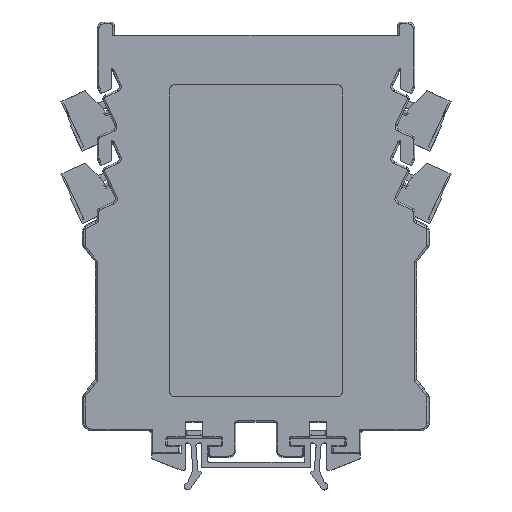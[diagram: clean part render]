
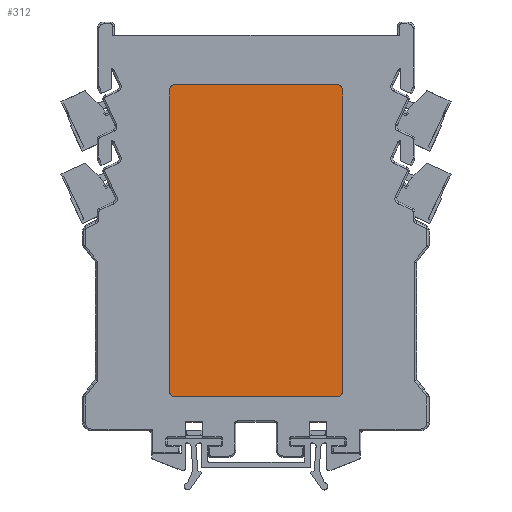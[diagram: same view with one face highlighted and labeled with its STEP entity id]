
A CAD part, top view. The second image highlights one B-rep face of the part: STEP entity #312.
In plain terms, the highlighted face is planar.
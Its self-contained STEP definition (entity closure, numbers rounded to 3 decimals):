
#91 = EDGE_LOOP ( 'NONE', ( #32825, #23174, #38641, #15098, #46150, #37373, #36799, #15464 ) ) ;
#312 = ADVANCED_FACE ( 'NONE', ( #10419 ), #14673, .T. ) ;
#1509 = CARTESIAN_POINT ( 'NONE',  ( 24.951, -112.945, 0.158 ) ) ;
#1739 = CARTESIAN_POINT ( 'NONE',  ( 23.468, -112.945, 0.158 ) ) ;
#1889 = DIRECTION ( 'NONE',  ( -1., 0., 0. ) ) ;
#2222 = CARTESIAN_POINT ( 'NONE',  ( 23.468, -26.186, 0.158 ) ) ;
#5918 = DIRECTION ( 'NONE',  ( -1., 0., 0. ) ) ;
#6048 = VERTEX_POINT ( 'NONE', #37664 ) ;
#7708 = LINE ( 'NONE', #31221, #22985 ) ;
#8137 = CARTESIAN_POINT ( 'NONE',  ( 23.468, -114.427, 0.158 ) ) ;
#8761 = VERTEX_POINT ( 'NONE', #39801 ) ;
#9258 = VECTOR ( 'NONE', #33451, 1000. ) ;
#10123 = CARTESIAN_POINT ( 'NONE',  ( -23.468, -26.186, 0.158 ) ) ;
#10419 = FACE_OUTER_BOUND ( 'NONE', #91, .T. ) ;
#10635 = AXIS2_PLACEMENT_3D ( 'NONE', #2222, #30882, #13143 ) ;
#10789 = CARTESIAN_POINT ( 'NONE',  ( 0., 0., 0.158 ) ) ;
#10961 = AXIS2_PLACEMENT_3D ( 'NONE', #10123, #39538, #21030 ) ;
#11581 = EDGE_CURVE ( 'NONE', #27213, #28997, #44061, .T. ) ;
#12245 = EDGE_CURVE ( 'NONE', #22363, #27213, #34447, .T. ) ;
#12643 = CARTESIAN_POINT ( 'NONE',  ( -24.951, -112.945, 0.158 ) ) ;
#13143 = DIRECTION ( 'NONE',  ( -1., 0., 0. ) ) ;
#13793 = VERTEX_POINT ( 'NONE', #1509 ) ;
#14673 = PLANE ( 'NONE',  #43358 ) ;
#15098 = ORIENTED_EDGE ( 'NONE', *, *, #11581, .T. ) ;
#15183 = CARTESIAN_POINT ( 'NONE',  ( 24.951, -114.427, 0.158 ) ) ;
#15464 = ORIENTED_EDGE ( 'NONE', *, *, #29152, .F. ) ;
#16105 = DIRECTION ( 'NONE',  ( 0., 0., 1. ) ) ;
#18892 = CARTESIAN_POINT ( 'NONE',  ( -24.951, -24.704, 0.158 ) ) ;
#19148 = VERTEX_POINT ( 'NONE', #8137 ) ;
#20606 = CARTESIAN_POINT ( 'NONE',  ( -23.468, -24.704, 0.158 ) ) ;
#21030 = DIRECTION ( 'NONE',  ( 1., 0., 0. ) ) ;
#21244 = DIRECTION ( 'NONE',  ( -1., 0., 0. ) ) ;
#21375 = CIRCLE ( 'NONE', #29514, 1.482 ) ;
#22363 = VERTEX_POINT ( 'NONE', #12643 ) ;
#22382 = DIRECTION ( 'NONE',  ( 0., 1., 0. ) ) ;
#22985 = VECTOR ( 'NONE', #5918, 1000. ) ;
#23112 = DIRECTION ( 'NONE',  ( 0., 0., -1. ) ) ;
#23174 = ORIENTED_EDGE ( 'NONE', *, *, #25818, .T. ) ;
#24739 = AXIS2_PLACEMENT_3D ( 'NONE', #1739, #16105, #1889 ) ;
#25818 = EDGE_CURVE ( 'NONE', #8761, #22363, #21375, .T. ) ;
#26752 = DIRECTION ( 'NONE',  ( 1., 0., 0. ) ) ;
#27213 = VERTEX_POINT ( 'NONE', #37251 ) ;
#28937 = CIRCLE ( 'NONE', #24739, 1.482 ) ;
#28997 = VERTEX_POINT ( 'NONE', #20606 ) ;
#29152 = EDGE_CURVE ( 'NONE', #19148, #13793, #28937, .T. ) ;
#29514 = AXIS2_PLACEMENT_3D ( 'NONE', #40703, #23112, #26752 ) ;
#29623 = LINE ( 'NONE', #37269, #9258 ) ;
#29951 = DIRECTION ( 'NONE',  ( 1., 0., 0. ) ) ;
#30882 = DIRECTION ( 'NONE',  ( 0., 0., 1. ) ) ;
#31221 = CARTESIAN_POINT ( 'NONE',  ( 24.951, -24.704, 0.158 ) ) ;
#32485 = VERTEX_POINT ( 'NONE', #46919 ) ;
#32825 = ORIENTED_EDGE ( 'NONE', *, *, #46525, .F. ) ;
#33357 = EDGE_CURVE ( 'NONE', #32485, #28997, #7708, .T. ) ;
#33451 = DIRECTION ( 'NONE',  ( 0., 1., 0. ) ) ;
#34447 = LINE ( 'NONE', #18892, #41199 ) ;
#36799 = ORIENTED_EDGE ( 'NONE', *, *, #38532, .F. ) ;
#37251 = CARTESIAN_POINT ( 'NONE',  ( -24.951, -26.186, 0.158 ) ) ;
#37269 = CARTESIAN_POINT ( 'NONE',  ( 24.951, -24.704, 0.158 ) ) ;
#37373 = ORIENTED_EDGE ( 'NONE', *, *, #45806, .F. ) ;
#37664 = CARTESIAN_POINT ( 'NONE',  ( 24.951, -26.186, 0.158 ) ) ;
#38532 = EDGE_CURVE ( 'NONE', #13793, #6048, #29623, .T. ) ;
#38641 = ORIENTED_EDGE ( 'NONE', *, *, #12245, .T. ) ;
#39538 = DIRECTION ( 'NONE',  ( 0., 0., -1. ) ) ;
#39801 = CARTESIAN_POINT ( 'NONE',  ( -23.468, -114.427, 0.158 ) ) ;
#40703 = CARTESIAN_POINT ( 'NONE',  ( -23.468, -112.945, 0.158 ) ) ;
#41199 = VECTOR ( 'NONE', #22382, 1000. ) ;
#41891 = CIRCLE ( 'NONE', #10635, 1.482 ) ;
#42878 = DIRECTION ( 'NONE',  ( 0., 0., -1. ) ) ;
#43358 = AXIS2_PLACEMENT_3D ( 'NONE', #10789, #42878, #21244 ) ;
#43557 = VECTOR ( 'NONE', #29951, 1000. ) ;
#44061 = CIRCLE ( 'NONE', #10961, 1.482 ) ;
#44706 = LINE ( 'NONE', #15183, #43557 ) ;
#45806 = EDGE_CURVE ( 'NONE', #6048, #32485, #41891, .T. ) ;
#46150 = ORIENTED_EDGE ( 'NONE', *, *, #33357, .F. ) ;
#46525 = EDGE_CURVE ( 'NONE', #8761, #19148, #44706, .T. ) ;
#46919 = CARTESIAN_POINT ( 'NONE',  ( 23.468, -24.704, 0.158 ) ) ;
